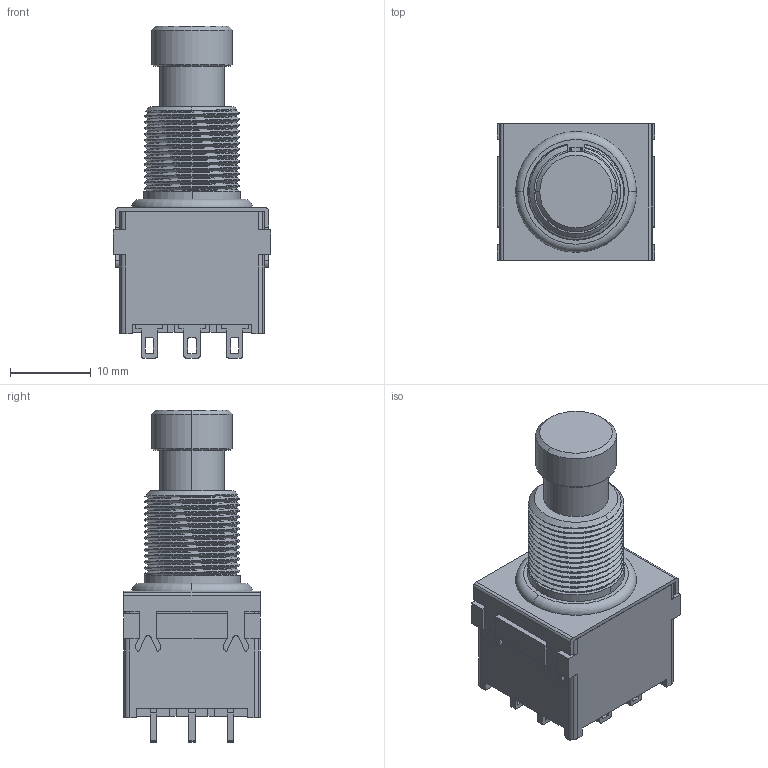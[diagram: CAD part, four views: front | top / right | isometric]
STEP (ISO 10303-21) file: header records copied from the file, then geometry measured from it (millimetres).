
FILE_DESCRIPTION (( 'STEP AP214' ), '1' );
FILE_NAME ('SF17020F-0302-21R-L-015.STEP', '2021-06-05T07:30:17', ( '' ), ( '' ), 'SwSTEP 2.0', 'SolidWorks 2018', '' );
FILE_SCHEMA (( 'AUTOMOTIVE_DESIGN' ));
Length unit declared in the file: millimetre
Products named in the file (1): SF17020F-0302-21R-L-015
Bounding box: 19.6 x 17 x 41.2 mm (x, y, z)
Volume: 6641.4 mm3; surface area: 5354.3 mm2
Topology: 13 solids, 13 shells, 550 faces, 1523 edges, 1014 vertices
Faces by surface type: plane 339, cylinder 173, bspline 29, cone 7, torus 2
Entity records: 20896 total; most frequent: CARTESIAN_POINT 6809, ORIENTED_EDGE 3046, DIRECTION 2646, EDGE_CURVE 1523, VECTOR 1094, LINE 1094, VERTEX_POINT 1014, AXIS2_PLACEMENT_3D 776
